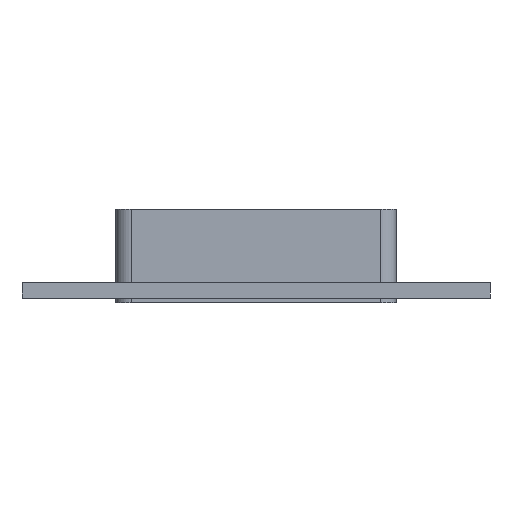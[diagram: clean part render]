
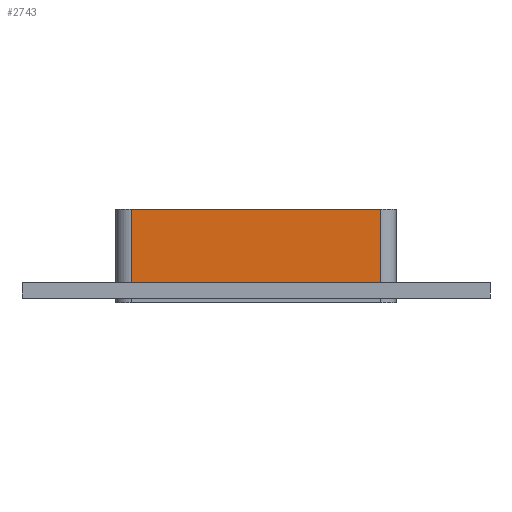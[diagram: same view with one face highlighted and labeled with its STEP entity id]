
A CAD part, left-side view. The second image highlights one B-rep face of the part: STEP entity #2743.
In plain terms, the highlighted planar face has unit normal (-1, 0, 0).
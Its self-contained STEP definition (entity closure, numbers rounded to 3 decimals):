
#1107=CARTESIAN_POINT('',(-527.0,-79.75,-17.0));
#1108=VERTEX_POINT('',#1107);
#1116=CARTESIAN_POINT('',(-527.0,79.75,-17.0));
#1117=VERTEX_POINT('',#1116);
#1118=CARTESIAN_POINT('',(-527.,79.75,-17.0));
#1119=DIRECTION('',(0.0,-1.0,0.0));
#1120=VECTOR('',#1119,159.5);
#1121=LINE('',#1118,#1120);
#1122=EDGE_CURVE('',#1117,#1108,#1121,.T.);
#1882=CARTESIAN_POINT('',(-527.,-79.75,30.0));
#1883=VERTEX_POINT('',#1882);
#1891=CARTESIAN_POINT('',(-527.,-79.75,30.0));
#1892=DIRECTION('',(0.0,0.0,-1.0));
#1893=VECTOR('',#1892,47.0);
#1894=LINE('',#1891,#1893);
#1895=EDGE_CURVE('',#1883,#1108,#1894,.T.);
#1906=CARTESIAN_POINT('',(-527.,79.75,30.0));
#1907=VERTEX_POINT('',#1906);
#1908=CARTESIAN_POINT('',(-527.,79.75,-17.0));
#1909=DIRECTION('',(0.0,0.0,1.0));
#1910=VECTOR('',#1909,47.0);
#1911=LINE('',#1908,#1910);
#1912=EDGE_CURVE('',#1117,#1907,#1911,.T.);
#2727=CARTESIAN_POINT('',(-527.,89.75,0.0));
#2728=DIRECTION('',(-1.0,0.0,0.0));
#2729=DIRECTION('',(0.0,-1.0,0.0));
#2730=AXIS2_PLACEMENT_3D('',#2727,#2728,#2729);
#2731=PLANE('',#2730);
#2732=ORIENTED_EDGE('',*,*,#1122,.T.);
#2733=ORIENTED_EDGE('',*,*,#1895,.F.);
#2734=CARTESIAN_POINT('',(-527.,79.75,30.0));
#2735=DIRECTION('',(0.0,-1.0,0.0));
#2736=VECTOR('',#2735,159.5);
#2737=LINE('',#2734,#2736);
#2738=EDGE_CURVE('',#1907,#1883,#2737,.T.);
#2739=ORIENTED_EDGE('',*,*,#2738,.F.);
#2740=ORIENTED_EDGE('',*,*,#1912,.F.);
#2741=EDGE_LOOP('',(#2732,#2733,#2739,#2740));
#2742=FACE_OUTER_BOUND('',#2741,.T.);
#2743=ADVANCED_FACE('',(#2742),#2731,.T.);
